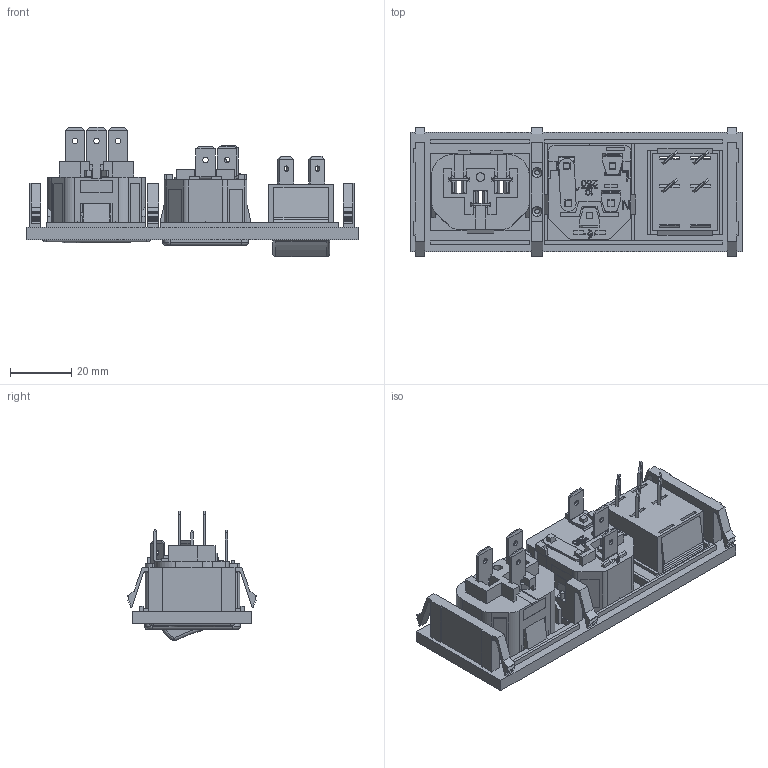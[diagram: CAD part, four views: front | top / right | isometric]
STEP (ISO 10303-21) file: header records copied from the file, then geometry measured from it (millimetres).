
FILE_DESCRIPTION (( 'STEP AP214' ), '1' );
FILE_NAME ('ACM-2FC4-NXQ6R1LF-TT_3D.step', '2024-03-07T16:47:04', ( '' ), ( '' ), 'SwSTEP 2.0', 'SolidWorks 2022', '' );
FILE_SCHEMA (( 'AUTOMOTIVE_DESIGN' ));
Length unit declared in the file: millimetre
Products named in the file (1): ACM-2FC4-NXQ6R1LF-TT_3D
Bounding box: 108.46 x 42.13 x 42.33 mm (x, y, z)
Volume: 35729.6 mm3; surface area: 40400 mm2
Topology: 4 solids, 4 shells, 2214 faces, 6355 edges, 4139 vertices
Faces by surface type: plane 1875, cylinder 270, torus 30, cone 16, bspline 14, sphere 9
Entity records: 71885 total; most frequent: CARTESIAN_POINT 13259, ORIENTED_EDGE 12696, DIRECTION 11346, EDGE_CURVE 6348, LINE 5684, VECTOR 5684, VERTEX_POINT 4138, AXIS2_PLACEMENT_3D 2831
